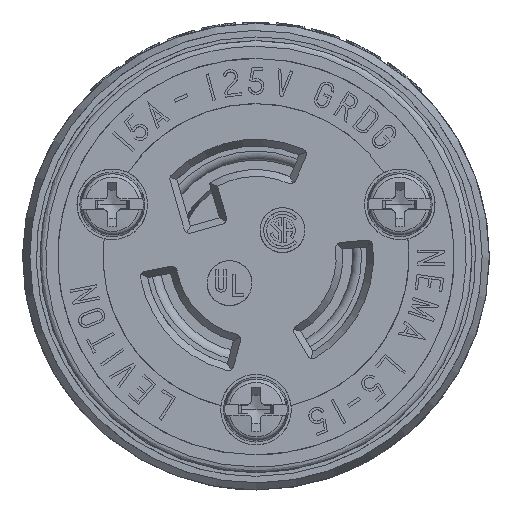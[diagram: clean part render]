
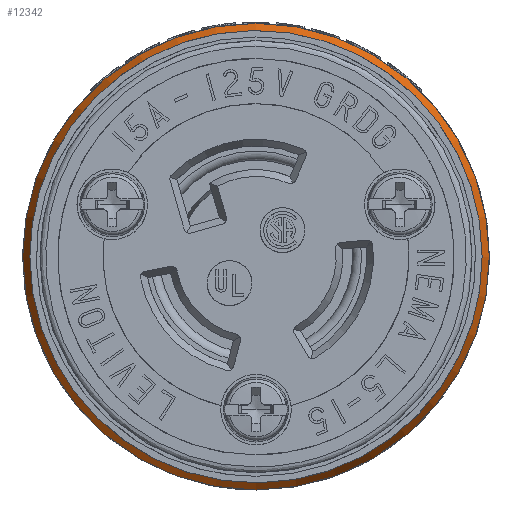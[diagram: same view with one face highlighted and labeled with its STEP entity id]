
A CAD part, left-side view. The second image highlights one B-rep face of the part: STEP entity #12342.
In plain terms, the highlighted conical face has half-angle 25 degrees and reference radius 19.364 mm.
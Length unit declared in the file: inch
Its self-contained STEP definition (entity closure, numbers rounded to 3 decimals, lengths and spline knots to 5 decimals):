
#3711 = FACE_BOUND ( 'NONE', #80194, .T. ) ;
#4900 = FACE_OUTER_BOUND ( 'NONE', #50599, .T. ) ;
#7013 = ORIENTED_EDGE ( 'NONE', *, *, #71255, .F. ) ;
#12342 = ADVANCED_FACE ( 'NONE', ( #3711, #4900 ), #39406, .T. ) ;
#15522 = CARTESIAN_POINT ( 'NONE',  ( 1.83275, 0., 0. ) ) ;
#16823 = DIRECTION ( 'NONE',  ( 0., 0., -1. ) ) ;
#18071 = CARTESIAN_POINT ( 'NONE',  ( 1.93486, 0., 0. ) ) ;
#38277 = DIRECTION ( 'NONE',  ( -1., 0., 0. ) ) ;
#39406 = CONICAL_SURFACE ( 'NONE', #120874, 0.76238, 0.436 ) ;
#43583 = DIRECTION ( 'NONE',  ( 1., 0., 0. ) ) ;
#50599 = EDGE_LOOP ( 'NONE', ( #61635 ) ) ;
#56619 = VERTEX_POINT ( 'NONE', #96383 ) ;
#61635 = ORIENTED_EDGE ( 'NONE', *, *, #116035, .T. ) ;
#63969 = CIRCLE ( 'NONE', #95642, 0.81 ) ;
#71255 = EDGE_CURVE ( 'NONE', #115939, #115939, #109037, .T. ) ;
#75203 = AXIS2_PLACEMENT_3D ( 'NONE', #114203, #38277, #76146 ) ;
#76146 = DIRECTION ( 'NONE',  ( 0., 0., -1. ) ) ;
#80194 = EDGE_LOOP ( 'NONE', ( #7013 ) ) ;
#81452 = DIRECTION ( 'NONE',  ( 0., 0., 1. ) ) ;
#92781 = DIRECTION ( 'NONE',  ( -1., 0., 0. ) ) ;
#95642 = AXIS2_PLACEMENT_3D ( 'NONE', #18071, #92781, #16823 ) ;
#96383 = CARTESIAN_POINT ( 'NONE',  ( 1.93486, 0., -0.81 ) ) ;
#99108 = CARTESIAN_POINT ( 'NONE',  ( 1.833, 0., -0.7625 ) ) ;
#109037 = CIRCLE ( 'NONE', #75203, 0.7625 ) ;
#114203 = CARTESIAN_POINT ( 'NONE',  ( 1.833, 0., 0. ) ) ;
#115939 = VERTEX_POINT ( 'NONE', #99108 ) ;
#116035 = EDGE_CURVE ( 'NONE', #56619, #56619, #63969, .T. ) ;
#120874 = AXIS2_PLACEMENT_3D ( 'NONE', #15522, #43583, #81452 ) ;
